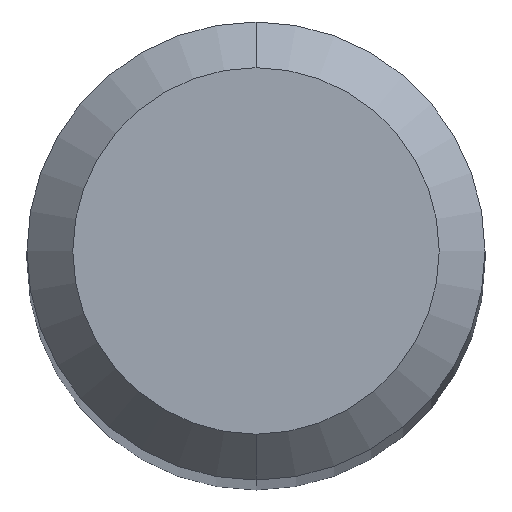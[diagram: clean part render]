
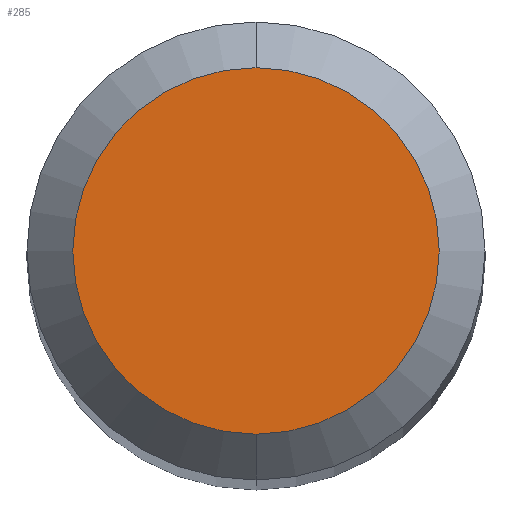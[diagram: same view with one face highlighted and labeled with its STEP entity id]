
A CAD part, top view. The second image highlights one B-rep face of the part: STEP entity #285.
In plain terms, the highlighted planar face has unit normal (0, 0, 1).
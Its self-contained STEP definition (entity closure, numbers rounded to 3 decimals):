
#227=EDGE_CURVE('',#369,#309,#523,.T.);
#285=ADVANCED_FACE('',(#587),#588,.T.);
#309=VERTEX_POINT('',#615);
#369=VERTEX_POINT('',#683);
#417=EDGE_CURVE('',#309,#369,#735,.T.);
#523=CIRCLE('',#872,1.2);
#587=FACE_OUTER_BOUND('',#970,.T.);
#588=PLANE('',#971);
#615=CARTESIAN_POINT('',(0.0,1.2,0.0));
#683=CARTESIAN_POINT('',(0.,-1.2,0.0));
#735=CIRCLE('',#1343,1.2);
#872=AXIS2_PLACEMENT_3D('',#1438,#1439,#1440);
#970=EDGE_LOOP('',(#1510,#1511));
#971=AXIS2_PLACEMENT_3D('',#1512,#1513,#1514);
#1343=AXIS2_PLACEMENT_3D('',#1691,#1692,#1693);
#1438=CARTESIAN_POINT('',(0.0,0.0,0.0));
#1439=DIRECTION('',(0.0,0.0,-1.0));
#1440=DIRECTION('',(0.0,1.0,0.0));
#1510=ORIENTED_EDGE('',*,*,#417,.F.);
#1511=ORIENTED_EDGE('',*,*,#227,.F.);
#1512=CARTESIAN_POINT('',(0.0,0.6,0.0));
#1513=DIRECTION('',(-0.0,0.0,1.0));
#1514=DIRECTION('',(0.0,-1.0,0.0));
#1691=CARTESIAN_POINT('',(0.0,0.0,0.0));
#1692=DIRECTION('',(0.0,0.0,-1.0));
#1693=DIRECTION('',(0.0,1.0,0.0));
